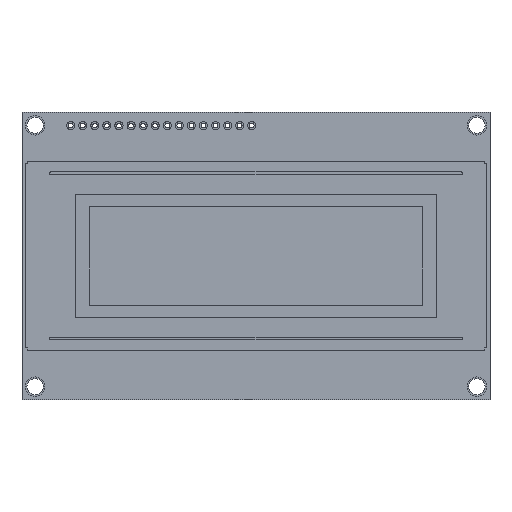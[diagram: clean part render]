
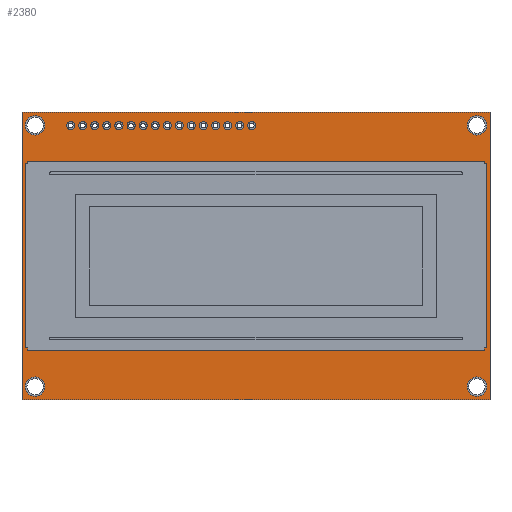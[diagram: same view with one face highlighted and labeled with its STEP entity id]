
A CAD part, top view. The second image highlights one B-rep face of the part: STEP entity #2380.
In plain terms, the highlighted planar face has unit normal (0, 0, 1).
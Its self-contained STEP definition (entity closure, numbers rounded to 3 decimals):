
#104=CIRCLE($,#2661,2.05);
#106=CIRCLE($,#2664,0.85);
#108=CIRCLE($,#2667,0.85);
#110=CIRCLE($,#2670,0.85);
#112=CIRCLE($,#2673,0.85);
#114=CIRCLE($,#2676,0.85);
#116=CIRCLE($,#2679,0.85);
#118=CIRCLE($,#2682,0.85);
#120=CIRCLE($,#2685,0.85);
#122=CIRCLE($,#2688,0.85);
#124=CIRCLE($,#2691,0.85);
#126=CIRCLE($,#2694,0.85);
#128=CIRCLE($,#2697,0.85);
#130=CIRCLE($,#2700,0.85);
#132=CIRCLE($,#2703,0.85);
#134=CIRCLE($,#2706,0.85);
#136=CIRCLE($,#2709,0.85);
#138=CIRCLE($,#2712,2.05);
#140=CIRCLE($,#2715,2.05);
#142=CIRCLE($,#2718,2.05);
#360=FACE_BOUND($,#819,.T.);
#361=FACE_BOUND($,#820,.T.);
#362=FACE_BOUND($,#821,.T.);
#363=FACE_BOUND($,#822,.T.);
#364=FACE_BOUND($,#823,.T.);
#365=FACE_BOUND($,#824,.T.);
#366=FACE_BOUND($,#825,.T.);
#367=FACE_BOUND($,#826,.T.);
#368=FACE_BOUND($,#827,.T.);
#369=FACE_BOUND($,#828,.T.);
#370=FACE_BOUND($,#829,.T.);
#371=FACE_BOUND($,#830,.T.);
#372=FACE_BOUND($,#831,.T.);
#373=FACE_BOUND($,#832,.T.);
#374=FACE_BOUND($,#833,.T.);
#375=FACE_BOUND($,#834,.T.);
#376=FACE_BOUND($,#835,.T.);
#377=FACE_BOUND($,#836,.T.);
#378=FACE_BOUND($,#837,.T.);
#379=FACE_BOUND($,#838,.T.);
#530=FACE_OUTER_BOUND($,#818,.T.);
#818=EDGE_LOOP($,(#2059,#2060,#2061,#2062));
#819=EDGE_LOOP($,(#2063));
#820=EDGE_LOOP($,(#2064));
#821=EDGE_LOOP($,(#2065));
#822=EDGE_LOOP($,(#2066));
#823=EDGE_LOOP($,(#2067));
#824=EDGE_LOOP($,(#2068));
#825=EDGE_LOOP($,(#2069));
#826=EDGE_LOOP($,(#2070));
#827=EDGE_LOOP($,(#2071));
#828=EDGE_LOOP($,(#2072));
#829=EDGE_LOOP($,(#2073));
#830=EDGE_LOOP($,(#2074));
#831=EDGE_LOOP($,(#2075));
#832=EDGE_LOOP($,(#2076));
#833=EDGE_LOOP($,(#2077));
#834=EDGE_LOOP($,(#2078));
#835=EDGE_LOOP($,(#2079));
#836=EDGE_LOOP($,(#2080));
#837=EDGE_LOOP($,(#2081));
#838=EDGE_LOOP($,(#2082));
#953=LINE($,#4030,#1089);
#956=LINE($,#4036,#1092);
#959=LINE($,#4042,#1095);
#962=LINE($,#4046,#1098);
#1089=VECTOR($,#3389,98.5);
#1092=VECTOR($,#3394,60.5);
#1095=VECTOR($,#3399,98.5);
#1098=VECTOR($,#3404,60.5);
#1276=VERTEX_POINT($,#3926);
#1278=VERTEX_POINT($,#3931);
#1280=VERTEX_POINT($,#3936);
#1282=VERTEX_POINT($,#3941);
#1284=VERTEX_POINT($,#3946);
#1286=VERTEX_POINT($,#3951);
#1288=VERTEX_POINT($,#3956);
#1290=VERTEX_POINT($,#3961);
#1292=VERTEX_POINT($,#3966);
#1294=VERTEX_POINT($,#3971);
#1296=VERTEX_POINT($,#3976);
#1298=VERTEX_POINT($,#3981);
#1300=VERTEX_POINT($,#3986);
#1302=VERTEX_POINT($,#3991);
#1304=VERTEX_POINT($,#3996);
#1306=VERTEX_POINT($,#4001);
#1308=VERTEX_POINT($,#4006);
#1310=VERTEX_POINT($,#4011);
#1312=VERTEX_POINT($,#4016);
#1314=VERTEX_POINT($,#4021);
#1317=VERTEX_POINT($,#4027);
#1318=VERTEX_POINT($,#4029);
#1320=VERTEX_POINT($,#4035);
#1322=VERTEX_POINT($,#4041);
#1528=EDGE_CURVE($,#1276,#1276,#104,.T.);
#1530=EDGE_CURVE($,#1278,#1278,#106,.T.);
#1532=EDGE_CURVE($,#1280,#1280,#108,.T.);
#1534=EDGE_CURVE($,#1282,#1282,#110,.T.);
#1536=EDGE_CURVE($,#1284,#1284,#112,.T.);
#1538=EDGE_CURVE($,#1286,#1286,#114,.T.);
#1540=EDGE_CURVE($,#1288,#1288,#116,.T.);
#1542=EDGE_CURVE($,#1290,#1290,#118,.T.);
#1544=EDGE_CURVE($,#1292,#1292,#120,.T.);
#1546=EDGE_CURVE($,#1294,#1294,#122,.T.);
#1548=EDGE_CURVE($,#1296,#1296,#124,.T.);
#1550=EDGE_CURVE($,#1298,#1298,#126,.T.);
#1552=EDGE_CURVE($,#1300,#1300,#128,.T.);
#1554=EDGE_CURVE($,#1302,#1302,#130,.T.);
#1556=EDGE_CURVE($,#1304,#1304,#132,.T.);
#1558=EDGE_CURVE($,#1306,#1306,#134,.T.);
#1560=EDGE_CURVE($,#1308,#1308,#136,.T.);
#1562=EDGE_CURVE($,#1310,#1310,#138,.T.);
#1564=EDGE_CURVE($,#1312,#1312,#140,.T.);
#1566=EDGE_CURVE($,#1314,#1314,#142,.T.);
#1569=EDGE_CURVE($,#1318,#1317,#953,.T.);
#1572=EDGE_CURVE($,#1320,#1318,#956,.T.);
#1575=EDGE_CURVE($,#1322,#1320,#959,.T.);
#1578=EDGE_CURVE($,#1317,#1322,#962,.T.);
#2059=ORIENTED_EDGE($,*,*,#1578,.T.);
#2060=ORIENTED_EDGE($,*,*,#1575,.T.);
#2061=ORIENTED_EDGE($,*,*,#1572,.T.);
#2062=ORIENTED_EDGE($,*,*,#1569,.T.);
#2063=ORIENTED_EDGE($,*,*,#1528,.T.);
#2064=ORIENTED_EDGE($,*,*,#1530,.T.);
#2065=ORIENTED_EDGE($,*,*,#1532,.T.);
#2066=ORIENTED_EDGE($,*,*,#1534,.T.);
#2067=ORIENTED_EDGE($,*,*,#1536,.T.);
#2068=ORIENTED_EDGE($,*,*,#1538,.T.);
#2069=ORIENTED_EDGE($,*,*,#1540,.T.);
#2070=ORIENTED_EDGE($,*,*,#1542,.T.);
#2071=ORIENTED_EDGE($,*,*,#1544,.T.);
#2072=ORIENTED_EDGE($,*,*,#1546,.T.);
#2073=ORIENTED_EDGE($,*,*,#1548,.T.);
#2074=ORIENTED_EDGE($,*,*,#1550,.T.);
#2075=ORIENTED_EDGE($,*,*,#1552,.T.);
#2076=ORIENTED_EDGE($,*,*,#1554,.T.);
#2077=ORIENTED_EDGE($,*,*,#1556,.T.);
#2078=ORIENTED_EDGE($,*,*,#1558,.T.);
#2079=ORIENTED_EDGE($,*,*,#1560,.T.);
#2080=ORIENTED_EDGE($,*,*,#1562,.T.);
#2081=ORIENTED_EDGE($,*,*,#1564,.T.);
#2082=ORIENTED_EDGE($,*,*,#1566,.T.);
#2217=PLANE($,#2724);
#2380=ADVANCED_FACE($,(#530,#360,#361,#362,#363,#364,#365,#366,#367,#368,
#369,#370,#371,#372,#373,#374,#375,#376,#377,#378,#379),#2217,.T.);
#2661=AXIS2_PLACEMENT_3D($,#3927,#3269,#3270);
#2664=AXIS2_PLACEMENT_3D($,#3932,#3275,#3276);
#2667=AXIS2_PLACEMENT_3D($,#3937,#3281,#3282);
#2670=AXIS2_PLACEMENT_3D($,#3942,#3287,#3288);
#2673=AXIS2_PLACEMENT_3D($,#3947,#3293,#3294);
#2676=AXIS2_PLACEMENT_3D($,#3952,#3299,#3300);
#2679=AXIS2_PLACEMENT_3D($,#3957,#3305,#3306);
#2682=AXIS2_PLACEMENT_3D($,#3962,#3311,#3312);
#2685=AXIS2_PLACEMENT_3D($,#3967,#3317,#3318);
#2688=AXIS2_PLACEMENT_3D($,#3972,#3323,#3324);
#2691=AXIS2_PLACEMENT_3D($,#3977,#3329,#3330);
#2694=AXIS2_PLACEMENT_3D($,#3982,#3335,#3336);
#2697=AXIS2_PLACEMENT_3D($,#3987,#3341,#3342);
#2700=AXIS2_PLACEMENT_3D($,#3992,#3347,#3348);
#2703=AXIS2_PLACEMENT_3D($,#3997,#3353,#3354);
#2706=AXIS2_PLACEMENT_3D($,#4002,#3359,#3360);
#2709=AXIS2_PLACEMENT_3D($,#4007,#3365,#3366);
#2712=AXIS2_PLACEMENT_3D($,#4012,#3371,#3372);
#2715=AXIS2_PLACEMENT_3D($,#4017,#3377,#3378);
#2718=AXIS2_PLACEMENT_3D($,#4022,#3383,#3384);
#2724=AXIS2_PLACEMENT_3D($,#4048,#3407,#3408);
#3269=DIRECTION('center_axis',(0.,0.,-1.));
#3270=DIRECTION('ref_axis',(-1.,0.,0.));
#3275=DIRECTION('center_axis',(0.,0.,-1.));
#3276=DIRECTION('ref_axis',(-1.,0.,0.));
#3281=DIRECTION('center_axis',(0.,0.,-1.));
#3282=DIRECTION('ref_axis',(-1.,0.,0.));
#3287=DIRECTION('center_axis',(0.,0.,-1.));
#3288=DIRECTION('ref_axis',(-1.,0.,0.));
#3293=DIRECTION('center_axis',(0.,0.,-1.));
#3294=DIRECTION('ref_axis',(-1.,0.,0.));
#3299=DIRECTION('center_axis',(0.,0.,-1.));
#3300=DIRECTION('ref_axis',(-1.,0.,0.));
#3305=DIRECTION('center_axis',(0.,0.,-1.));
#3306=DIRECTION('ref_axis',(-1.,0.,0.));
#3311=DIRECTION('center_axis',(0.,0.,-1.));
#3312=DIRECTION('ref_axis',(-1.,0.,0.));
#3317=DIRECTION('center_axis',(0.,0.,-1.));
#3318=DIRECTION('ref_axis',(-1.,0.,0.));
#3323=DIRECTION('center_axis',(0.,0.,-1.));
#3324=DIRECTION('ref_axis',(-1.,0.,0.));
#3329=DIRECTION('center_axis',(0.,0.,-1.));
#3330=DIRECTION('ref_axis',(-1.,0.,0.));
#3335=DIRECTION('center_axis',(0.,0.,-1.));
#3336=DIRECTION('ref_axis',(-1.,0.,0.));
#3341=DIRECTION('center_axis',(0.,0.,-1.));
#3342=DIRECTION('ref_axis',(-1.,0.,0.));
#3347=DIRECTION('center_axis',(0.,0.,-1.));
#3348=DIRECTION('ref_axis',(-1.,0.,0.));
#3353=DIRECTION('center_axis',(0.,0.,-1.));
#3354=DIRECTION('ref_axis',(-1.,0.,0.));
#3359=DIRECTION('center_axis',(0.,0.,-1.));
#3360=DIRECTION('ref_axis',(-1.,0.,0.));
#3365=DIRECTION('center_axis',(0.,0.,-1.));
#3366=DIRECTION('ref_axis',(-1.,0.,0.));
#3371=DIRECTION('center_axis',(0.,0.,-1.));
#3372=DIRECTION('ref_axis',(-1.,0.,0.));
#3377=DIRECTION('center_axis',(0.,0.,-1.));
#3378=DIRECTION('ref_axis',(-1.,0.,0.));
#3383=DIRECTION('center_axis',(0.,0.,-1.));
#3384=DIRECTION('ref_axis',(-1.,0.,0.));
#3389=DIRECTION($,(1.,0.,0.));
#3394=DIRECTION($,(0.,-1.,0.));
#3399=DIRECTION($,(-1.,0.,0.));
#3404=DIRECTION($,(0.,1.,0.));
#3407=DIRECTION('center_axis',(0.,0.,1.));
#3408=DIRECTION('ref_axis',(1.,0.,0.));
#3926=CARTESIAN_POINT('',(48.55,-27.5,4.1));
#3927=CARTESIAN_POINT('Origin',(46.5,-27.5,4.1));
#3931=CARTESIAN_POINT('',(-10.21,27.46,4.1));
#3932=CARTESIAN_POINT('Origin',(-11.06,27.46,4.1));
#3936=CARTESIAN_POINT('',(-12.75,27.46,4.1));
#3937=CARTESIAN_POINT('Origin',(-13.6,27.46,4.1));
#3941=CARTESIAN_POINT('',(-0.05,27.46,4.1));
#3942=CARTESIAN_POINT('Origin',(-0.9,27.46,4.1));
#3946=CARTESIAN_POINT('',(-2.59,27.46,4.1));
#3947=CARTESIAN_POINT('Origin',(-3.44,27.46,4.1));
#3951=CARTESIAN_POINT('',(-5.13,27.46,4.1));
#3952=CARTESIAN_POINT('Origin',(-5.98,27.46,4.1));
#3956=CARTESIAN_POINT('',(-7.67,27.46,4.1));
#3957=CARTESIAN_POINT('Origin',(-8.52,27.46,4.1));
#3961=CARTESIAN_POINT('',(-15.29,27.46,4.1));
#3962=CARTESIAN_POINT('Origin',(-16.14,27.46,4.1));
#3966=CARTESIAN_POINT('',(-22.91,27.46,4.1));
#3967=CARTESIAN_POINT('Origin',(-23.76,27.46,4.1));
#3971=CARTESIAN_POINT('',(-25.45,27.46,4.1));
#3972=CARTESIAN_POINT('Origin',(-26.3,27.46,4.1));
#3976=CARTESIAN_POINT('',(-17.83,27.46,4.1));
#3977=CARTESIAN_POINT('Origin',(-18.68,27.46,4.1));
#3981=CARTESIAN_POINT('',(-20.37,27.46,4.1));
#3982=CARTESIAN_POINT('Origin',(-21.22,27.46,4.1));
#3986=CARTESIAN_POINT('',(-27.99,27.46,4.1));
#3987=CARTESIAN_POINT('Origin',(-28.84,27.46,4.1));
#3991=CARTESIAN_POINT('',(-30.53,27.46,4.1));
#3992=CARTESIAN_POINT('Origin',(-31.38,27.46,4.1));
#3996=CARTESIAN_POINT('',(-33.07,27.46,4.1));
#3997=CARTESIAN_POINT('Origin',(-33.92,27.46,4.1));
#4001=CARTESIAN_POINT('',(-35.61,27.46,4.1));
#4002=CARTESIAN_POINT('Origin',(-36.46,27.46,4.1));
#4006=CARTESIAN_POINT('',(-38.15,27.46,4.1));
#4007=CARTESIAN_POINT('Origin',(-39.,27.46,4.1));
#4011=CARTESIAN_POINT('',(-44.45,27.5,4.1));
#4012=CARTESIAN_POINT('Origin',(-46.5,27.5,4.1));
#4016=CARTESIAN_POINT('',(-44.45,-27.5,4.1));
#4017=CARTESIAN_POINT('Origin',(-46.5,-27.5,4.1));
#4021=CARTESIAN_POINT('',(48.55,27.5,4.1));
#4022=CARTESIAN_POINT('Origin',(46.5,27.5,4.1));
#4027=CARTESIAN_POINT('',(49.25,-30.25,4.1));
#4029=CARTESIAN_POINT('',(-49.25,-30.25,4.1));
#4030=CARTESIAN_POINT($,(49.25,-30.25,4.1));
#4035=CARTESIAN_POINT('',(-49.25,30.25,4.1));
#4036=CARTESIAN_POINT($,(-49.25,-30.25,4.1));
#4041=CARTESIAN_POINT('',(49.25,30.25,4.1));
#4042=CARTESIAN_POINT($,(-49.25,30.25,4.1));
#4046=CARTESIAN_POINT($,(49.25,30.25,4.1));
#4048=CARTESIAN_POINT('Origin',(0.,0.,4.1));
